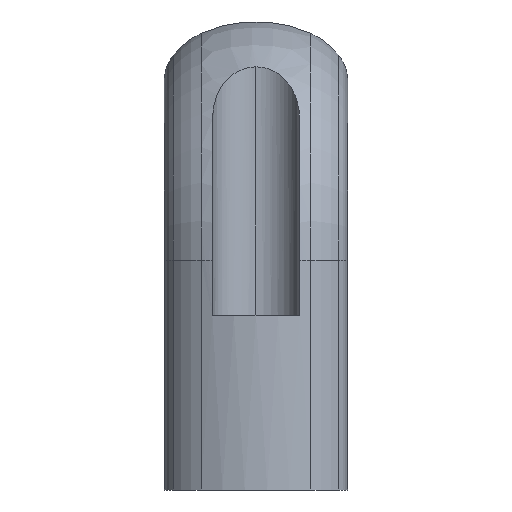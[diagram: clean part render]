
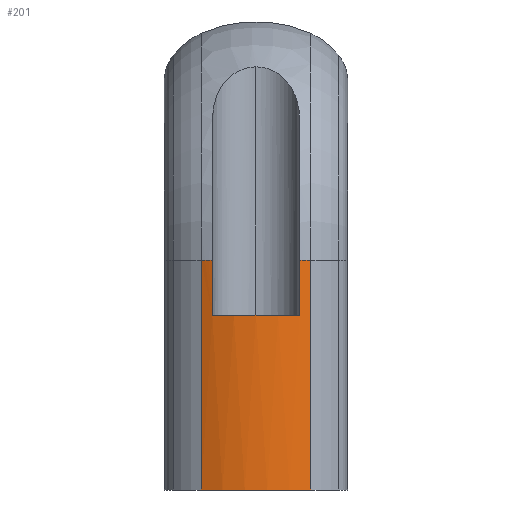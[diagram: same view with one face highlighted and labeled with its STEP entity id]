
A CAD part, left-side view. The second image highlights one B-rep face of the part: STEP entity #201.
In plain terms, the highlighted cylindrical face has radius 14.507 mm (diameter 29.014 mm), a partial arc.
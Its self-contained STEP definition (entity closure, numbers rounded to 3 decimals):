
#201=ADVANCED_FACE('',(#400),#401,.T.);
#400=FACE_OUTER_BOUND('',#592,.T.);
#401=CYLINDRICAL_SURFACE('',#593,14.507);
#592=EDGE_LOOP('',(#1099,#1100,#1101,#1102,#1103,#1104,#1105,#1106));
#593=AXIS2_PLACEMENT_3D('',#1107,#1108,#1109);
#1099=ORIENTED_EDGE('',*,*,#1185,.T.);
#1100=ORIENTED_EDGE('',*,*,#1290,.T.);
#1101=ORIENTED_EDGE('',*,*,#1305,.F.);
#1102=ORIENTED_EDGE('',*,*,#1325,.T.);
#1103=ORIENTED_EDGE('',*,*,#1322,.T.);
#1104=ORIENTED_EDGE('',*,*,#1288,.T.);
#1105=ORIENTED_EDGE('',*,*,#1178,.T.);
#1106=ORIENTED_EDGE('',*,*,#1181,.T.);
#1107=CARTESIAN_POINT('',(8.507,0.,0.0));
#1108=DIRECTION('',(0.0,0.0,1.0));
#1109=DIRECTION('',(-0.911,0.411,0.0));
#1178=EDGE_CURVE('',#1413,#1417,#1419,.T.);
#1181=EDGE_CURVE('',#1417,#1421,#1423,.T.);
#1185=EDGE_CURVE('',#1421,#1426,#1428,.T.);
#1288=EDGE_CURVE('',#1559,#1413,#1563,.T.);
#1290=EDGE_CURVE('',#1426,#1564,#1566,.T.);
#1305=EDGE_CURVE('',#1584,#1564,#1586,.T.);
#1322=EDGE_CURVE('',#1608,#1559,#1609,.T.);
#1325=EDGE_CURVE('',#1584,#1608,#1612,.T.);
#1413=VERTEX_POINT('',#1754);
#1417=VERTEX_POINT('',#1759);
#1419=LINE('',#1762,#1763);
#1421=VERTEX_POINT('',#1765);
#1423=CIRCLE('',#1768,14.507);
#1426=VERTEX_POINT('',#1771);
#1428=LINE('',#1773,#1774);
#1559=VERTEX_POINT('',#1934);
#1563=CIRCLE('',#1938,14.507);
#1564=VERTEX_POINT('',#1939);
#1566=CIRCLE('',#1941,14.507);
#1584=VERTEX_POINT('',#1960);
#1586=LINE('',#1962,#1963);
#1608=VERTEX_POINT('',#1990);
#1609=LINE('',#1991,#1992);
#1612=CIRCLE('',#1995,14.507);
#1754=CARTESIAN_POINT('',(-5.2,-4.75,25.0));
#1759=CARTESIAN_POINT('',(-5.2,-4.75,19.0));
#1762=CARTESIAN_POINT('',(-5.2,-4.75,22.0));
#1763=VECTOR('',#2081,1.0);
#1765=CARTESIAN_POINT('',(-5.2,4.75,19.0));
#1768=AXIS2_PLACEMENT_3D('',#2083,#2084,#2085);
#1771=CARTESIAN_POINT('',(-5.2,4.75,25.0));
#1773=CARTESIAN_POINT('',(-5.2,4.75,22.0));
#1774=VECTOR('',#2092,1.0);
#1934=CARTESIAN_POINT('',(-4.716,-5.967,25.0));
#1938=AXIS2_PLACEMENT_3D('',#2262,#2263,#2264);
#1939=CARTESIAN_POINT('',(-4.716,5.967,25.0));
#1941=AXIS2_PLACEMENT_3D('',#2268,#2269,#2270);
#1960=CARTESIAN_POINT('',(-4.716,5.967,0.0));
#1962=CARTESIAN_POINT('',(-4.716,5.967,0.0));
#1963=VECTOR('',#2296,1.0);
#1990=CARTESIAN_POINT('',(-4.716,-5.967,0.0));
#1991=CARTESIAN_POINT('',(-4.716,-5.967,0.0));
#1992=VECTOR('',#2317,1.0);
#1995=AXIS2_PLACEMENT_3D('',#2321,#2322,#2323);
#2081=DIRECTION('',(-0.0,-0.0,-1.0));
#2083=CARTESIAN_POINT('',(8.507,0.,19.0));
#2084=DIRECTION('',(-0.0,0.0,-1.0));
#2085=DIRECTION('',(-0.911,0.411,0.0));
#2092=DIRECTION('',(0.0,0.0,1.0));
#2262=CARTESIAN_POINT('',(8.507,0.,25.0));
#2263=DIRECTION('',(-0.0,0.0,-1.0));
#2264=DIRECTION('',(-0.911,0.411,0.0));
#2268=CARTESIAN_POINT('',(8.507,0.,25.0));
#2269=DIRECTION('',(-0.0,0.0,-1.0));
#2270=DIRECTION('',(-0.911,0.411,0.0));
#2296=DIRECTION('',(0.0,0.0,1.0));
#2317=DIRECTION('',(0.0,0.0,1.0));
#2321=CARTESIAN_POINT('',(8.507,0.,0.0));
#2322=DIRECTION('',(0.0,0.0,1.0));
#2323=DIRECTION('',(-0.911,0.411,0.0));
